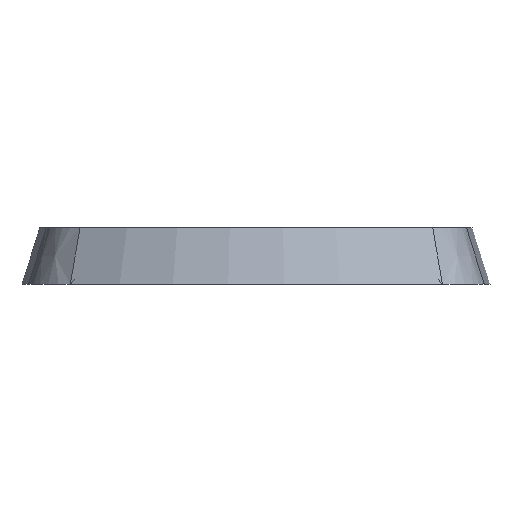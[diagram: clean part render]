
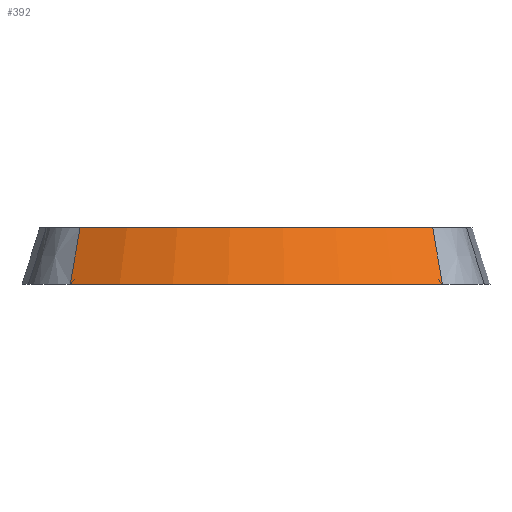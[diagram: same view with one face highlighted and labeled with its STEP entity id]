
A CAD part, front view. The second image highlights one B-rep face of the part: STEP entity #392.
In plain terms, the highlighted conical face has half-angle 17.543 degrees and reference radius 24 mm.
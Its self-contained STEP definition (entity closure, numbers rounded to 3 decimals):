
#332 = CONICAL_SURFACE ( 'NONE', #1366, 24., 0.306 ) ;
#342 = CIRCLE ( 'NONE', #1757, 22.736 ) ;
#358 = EDGE_CURVE ( 'NONE', #1141, #1103, #636, .T. ) ;
#363 = EDGE_CURVE ( 'NONE', #1088, #1141, #426, .T. ) ;
#365 = EDGE_CURVE ( 'NONE', #1090, #1103, #342, .T. ) ;
#366 = EDGE_CURVE ( 'NONE', #1088, #1090, #672, .T. ) ;
#392 = ADVANCED_FACE ( 'NONE', ( #1350 ), #332, .T. ) ;
#426 = CIRCLE ( 'NONE', #1753, 24. ) ;
#431 = CARTESIAN_POINT ( 'NONE',  ( -12.413, -56.048, 3. ) ) ;
#432 = CARTESIAN_POINT ( 'NONE',  ( 12.413, -56.048, 3. ) ) ;
#438 = CARTESIAN_POINT ( 'NONE',  ( -13.103, -57.107, -1. ) ) ;
#447 = CARTESIAN_POINT ( 'NONE',  ( 13.103, -57.107, -1. ) ) ;
#473 = ORIENTED_EDGE ( 'NONE', *, *, #366, .T. ) ;
#509 = ORIENTED_EDGE ( 'NONE', *, *, #363, .F. ) ;
#511 = ORIENTED_EDGE ( 'NONE', *, *, #365, .T. ) ;
#512 = ORIENTED_EDGE ( 'NONE', *, *, #358, .F. ) ;
#633 = DIRECTION ( 'NONE',  ( 0.165, 0.253, 0.953 ) ) ;
#635 = CARTESIAN_POINT ( 'NONE',  ( -13.103, -57.107, -1. ) ) ;
#636 = LINE ( 'NONE', #635, #1755 ) ;
#655 = CARTESIAN_POINT ( 'NONE',  ( 0., -37., -1. ) ) ;
#660 = CARTESIAN_POINT ( 'NONE',  ( 0., -37., 3. ) ) ;
#661 = DIRECTION ( 'NONE',  ( -1., 0., 0. ) ) ;
#662 = DIRECTION ( 'NONE',  ( 0., 0., -1. ) ) ;
#665 = DIRECTION ( 'NONE',  ( -1., 0., 0. ) ) ;
#666 = DIRECTION ( 'NONE',  ( 0., 0., -1. ) ) ;
#670 = DIRECTION ( 'NONE',  ( -0.165, 0.253, 0.953 ) ) ;
#671 = CARTESIAN_POINT ( 'NONE',  ( 13.103, -57.107, -1. ) ) ;
#672 = LINE ( 'NONE', #671, #1760 ) ;
#752 = CARTESIAN_POINT ( 'NONE',  ( 0., -37., -1. ) ) ;
#754 = DIRECTION ( 'NONE',  ( 0., 0., -1. ) ) ;
#755 = DIRECTION ( 'NONE',  ( -1., 0., 0. ) ) ;
#1088 = VERTEX_POINT ( 'NONE', #447 ) ;
#1090 = VERTEX_POINT ( 'NONE', #432 ) ;
#1103 = VERTEX_POINT ( 'NONE', #431 ) ;
#1126 = EDGE_LOOP ( 'NONE', ( #473, #511, #512, #509 ) ) ;
#1141 = VERTEX_POINT ( 'NONE', #438 ) ;
#1350 = FACE_OUTER_BOUND ( 'NONE', #1126, .T. ) ;
#1366 = AXIS2_PLACEMENT_3D ( 'NONE', #752, #754, #755 ) ;
#1753 = AXIS2_PLACEMENT_3D ( 'NONE', #655, #662, #661 ) ;
#1755 = VECTOR ( 'NONE', #633, 1000. ) ;
#1757 = AXIS2_PLACEMENT_3D ( 'NONE', #660, #666, #665 ) ;
#1760 = VECTOR ( 'NONE', #670, 1000. ) ;
